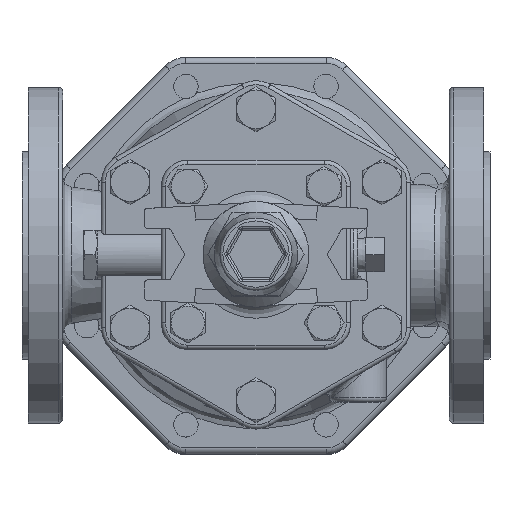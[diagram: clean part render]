
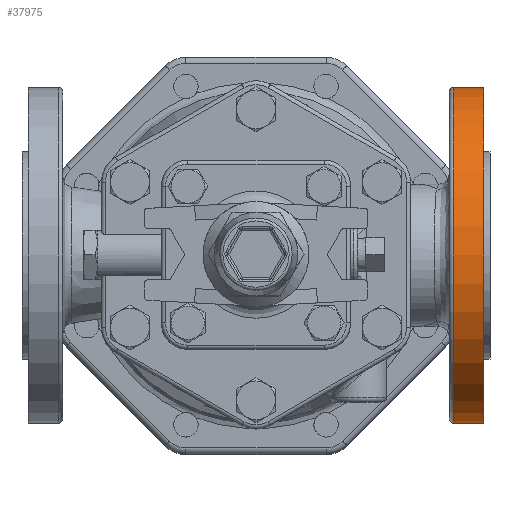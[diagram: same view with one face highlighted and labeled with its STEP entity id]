
A CAD part, top view. The second image highlights one B-rep face of the part: STEP entity #37975.
In plain terms, the highlighted cylindrical face has radius 82.5 mm (diameter 165 mm), a full revolution.
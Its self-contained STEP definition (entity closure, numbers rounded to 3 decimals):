
#37897=CARTESIAN_POINT('',(112.,0.,188.8));
#37898=VERTEX_POINT('',#37897);
#37899=CARTESIAN_POINT('',(112.,0.0,271.3));
#37900=DIRECTION('',(-1.0,0.0,0.0));
#37901=DIRECTION('',(0.0,0.0,1.0));
#37902=AXIS2_PLACEMENT_3D('',#37899,#37900,#37901);
#37903=CIRCLE('',#37902,82.5);
#37904=EDGE_CURVE('',#37898,#37898,#37903,.T.);
#37956=CARTESIAN_POINT('',(115.,0.0,271.3));
#37957=DIRECTION('',(-1.0,0.0,0.0));
#37958=DIRECTION('',(0.0,0.0,1.0));
#37959=AXIS2_PLACEMENT_3D('',#37956,#37957,#37958);
#37960=CYLINDRICAL_SURFACE('',#37959,82.5);
#37961=ORIENTED_EDGE('',*,*,#37904,.T.);
#37962=EDGE_LOOP('',(#37961));
#37963=FACE_OUTER_BOUND('',#37962,.T.);
#37964=CARTESIAN_POINT('',(97.,0.,188.8));
#37965=VERTEX_POINT('',#37964);
#37966=CARTESIAN_POINT('',(97.,0.0,271.3));
#37967=DIRECTION('',(-1.0,0.0,0.0));
#37968=DIRECTION('',(0.0,0.0,1.0));
#37969=AXIS2_PLACEMENT_3D('',#37966,#37967,#37968);
#37970=CIRCLE('',#37969,82.5);
#37971=EDGE_CURVE('',#37965,#37965,#37970,.T.);
#37972=ORIENTED_EDGE('',*,*,#37971,.F.);
#37973=EDGE_LOOP('',(#37972));
#37974=FACE_BOUND('',#37973,.T.);
#37975=ADVANCED_FACE('',(#37963,#37974),#37960,.T.);
